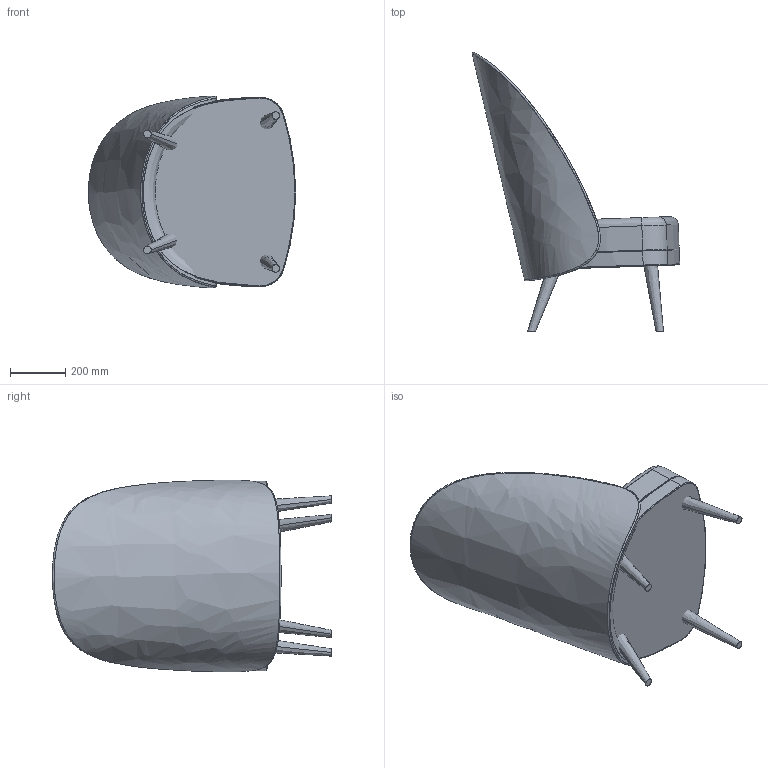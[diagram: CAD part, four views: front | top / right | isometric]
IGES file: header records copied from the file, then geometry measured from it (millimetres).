
Start section: SolidWorks IGES file using analytic representation for surfaces
Global section: file name: Poltrona_A977.IGS; native system: SolidWorks 2018; preprocessor: SolidWorks 2018; author: Mateus; date: 180801.142652; units: millimetre
Bounding box: 750.58 x 1010.76 x 694.76 mm (x, y, z)
Surface area: 3161200.9 mm2 (no closed solid volume)
Topology: 0 solids, 0 shells, 110 faces, 3124 edges, 3123 vertices
Faces by surface type: bspline 67, revolution 43
